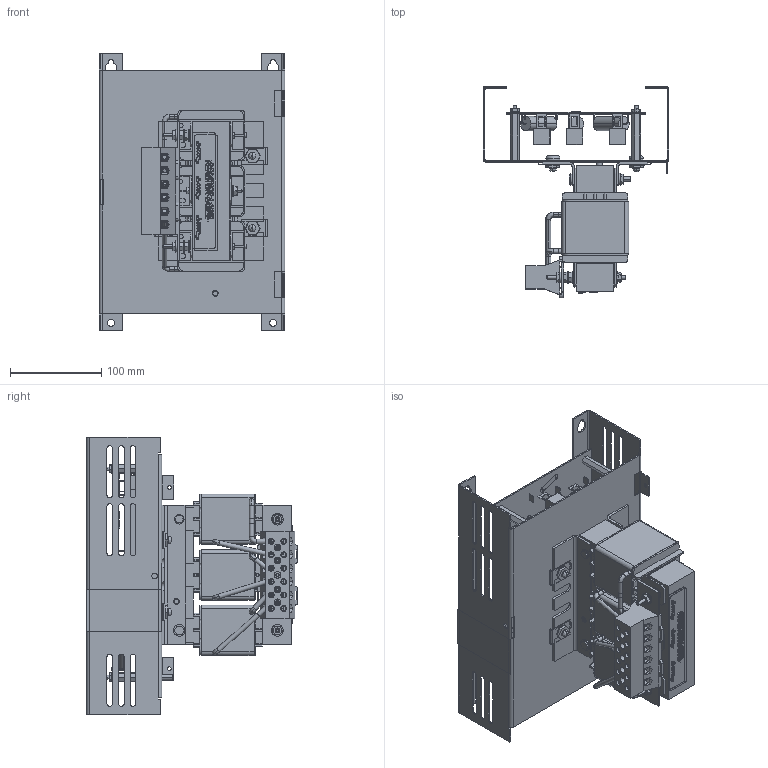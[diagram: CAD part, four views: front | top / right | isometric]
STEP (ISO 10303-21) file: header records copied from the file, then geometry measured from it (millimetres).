
FILE_DESCRIPTION (( 'STEP AP214' ), '1' );
FILE_NAME ('VTF 35-55 Coordfix from XT VTF 80A r1ext comb 1.STEP', '2020-01-20T15:26:53', ( '' ), ( '' ), 'SwSTEP 2.0', 'SolidWorks 2017', '' );
FILE_SCHEMA (( 'AUTOMOTIVE_DESIGN' ));
Length unit declared in the file: inch
Products named in the file (1): VTF 35-55 Coordfix from XT VTF 80A r1ext comb 1
Bounding box: 203.33 x 232.22 x 304.8 mm (x, y, z)
Volume: 1728976.6 mm3; surface area: 889497.5 mm2
Topology: 63 solids, 67 shells, 5091 faces, 13735 edges, 8985 vertices
Faces by surface type: plane 2967, cylinder 1547, bspline 336, cone 173, torus 44, sphere 24
Entity records: 171821 total; most frequent: CARTESIAN_POINT 43401, ORIENTED_EDGE 27418, DIRECTION 23882, EDGE_CURVE 13709, VERTEX_POINT 8985, LINE 8674, VECTOR 8674, AXIS2_PLACEMENT_3D 7604
